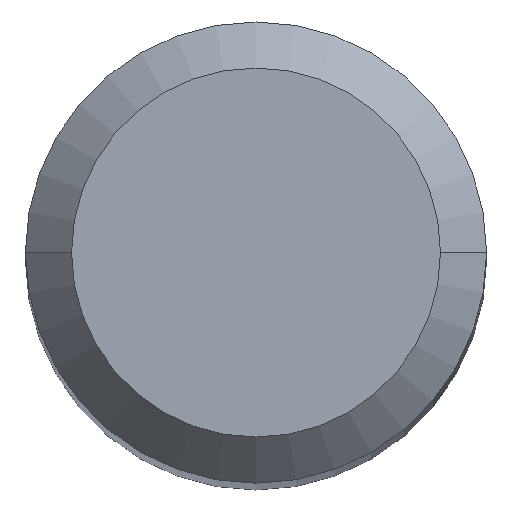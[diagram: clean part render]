
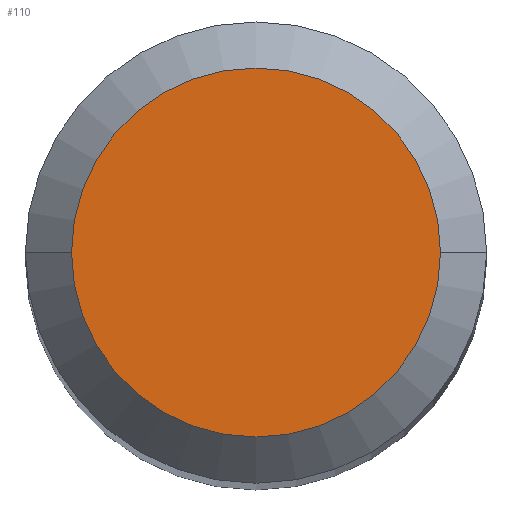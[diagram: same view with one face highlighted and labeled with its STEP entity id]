
A CAD part, top view. The second image highlights one B-rep face of the part: STEP entity #110.
In plain terms, the highlighted planar face has unit normal (0, 0, 1).
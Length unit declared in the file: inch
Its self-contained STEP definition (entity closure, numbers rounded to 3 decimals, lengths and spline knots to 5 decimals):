
#55 = CARTESIAN_POINT ( 'NONE',  ( 0., 0., 0. ) ) ;
#73 = DIRECTION ( 'NONE',  ( 0., 0., -1. ) ) ;
#107 = ORIENTED_EDGE ( 'NONE', *, *, #359, .T. ) ;
#109 = CARTESIAN_POINT ( 'NONE',  ( 0., 0., 0. ) ) ;
#110 = ADVANCED_FACE ( 'NONE', ( #403 ), #486, .F. ) ;
#166 = AXIS2_PLACEMENT_3D ( 'NONE', #55, #204, #353 ) ;
#173 = AXIS2_PLACEMENT_3D ( 'NONE', #109, #73, #364 ) ;
#183 = CIRCLE ( 'NONE', #166, 0.04724 ) ;
#196 = EDGE_LOOP ( 'NONE', ( #107, #356 ) ) ;
#204 = DIRECTION ( 'NONE',  ( 0., 0., 1. ) ) ;
#213 = CARTESIAN_POINT ( 'NONE',  ( -0.04724, 0., 0. ) ) ;
#232 = CIRCLE ( 'NONE', #299, 0.04724 ) ;
#242 = EDGE_CURVE ( 'NONE', #487, #256, #183, .T. ) ;
#256 = VERTEX_POINT ( 'NONE', #213 ) ;
#299 = AXIS2_PLACEMENT_3D ( 'NONE', #362, #327, #448 ) ;
#327 = DIRECTION ( 'NONE',  ( 0., 0., 1. ) ) ;
#353 = DIRECTION ( 'NONE',  ( 1., 0., 0. ) ) ;
#356 = ORIENTED_EDGE ( 'NONE', *, *, #242, .T. ) ;
#359 = EDGE_CURVE ( 'NONE', #256, #487, #232, .T. ) ;
#362 = CARTESIAN_POINT ( 'NONE',  ( 0., 0., 0. ) ) ;
#364 = DIRECTION ( 'NONE',  ( -1., 0., 0. ) ) ;
#403 = FACE_OUTER_BOUND ( 'NONE', #196, .T. ) ;
#429 = CARTESIAN_POINT ( 'NONE',  ( 0.04724, 0., 0. ) ) ;
#448 = DIRECTION ( 'NONE',  ( 1., 0., 0. ) ) ;
#486 = PLANE ( 'NONE',  #173 ) ;
#487 = VERTEX_POINT ( 'NONE', #429 ) ;
